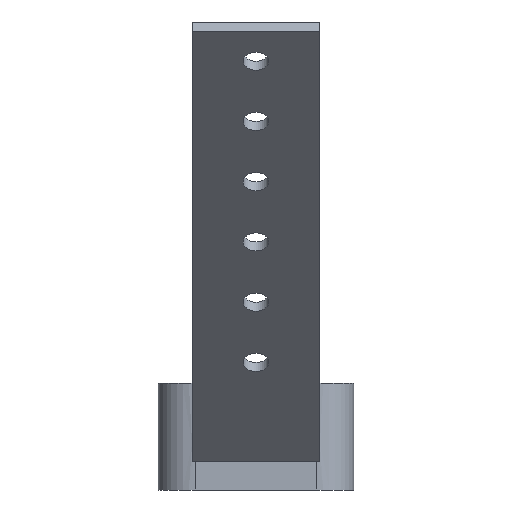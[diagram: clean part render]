
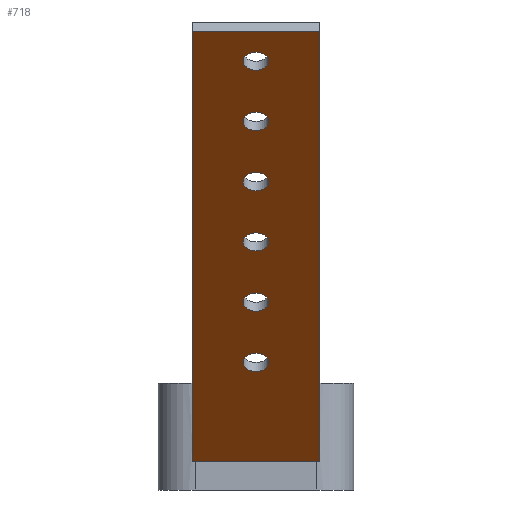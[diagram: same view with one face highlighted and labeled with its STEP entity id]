
A CAD part, front view. The second image highlights one B-rep face of the part: STEP entity #718.
In plain terms, the highlighted planar face has unit normal (0, -0.707, -0.707).
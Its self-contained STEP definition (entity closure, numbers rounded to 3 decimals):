
#15=FACE_BOUND('',#101,.T.);
#16=FACE_BOUND('',#102,.T.);
#17=FACE_BOUND('',#103,.T.);
#18=FACE_BOUND('',#104,.T.);
#19=FACE_BOUND('',#105,.T.);
#20=FACE_BOUND('',#106,.T.);
#32=ELLIPSE('',#782,12.374,8.75);
#33=ELLIPSE('',#783,12.374,8.75);
#36=PLANE('',#781);
#63=FACE_OUTER_BOUND('',#100,.T.);
#100=EDGE_LOOP('',(#512,#513,#514,#515,#516,#517));
#101=EDGE_LOOP('',(#518));
#102=EDGE_LOOP('',(#519));
#103=EDGE_LOOP('',(#520));
#104=EDGE_LOOP('',(#521));
#105=EDGE_LOOP('',(#522));
#106=EDGE_LOOP('',(#523));
#154=LINE('',#1094,#222);
#155=LINE('',#1098,#223);
#156=LINE('',#1100,#224);
#157=LINE('',#1101,#225);
#222=VECTOR('',#884,10.);
#223=VECTOR('',#887,10.);
#224=VECTOR('',#888,10.);
#225=VECTOR('',#889,10.);
#285=CIRCLE('',#765,3.);
#287=CIRCLE('',#768,3.);
#289=CIRCLE('',#771,3.);
#291=CIRCLE('',#774,3.);
#293=CIRCLE('',#777,3.);
#295=CIRCLE('',#780,3.);
#317=VERTEX_POINT('',#1056);
#319=VERTEX_POINT('',#1062);
#321=VERTEX_POINT('',#1068);
#323=VERTEX_POINT('',#1074);
#325=VERTEX_POINT('',#1080);
#327=VERTEX_POINT('',#1086);
#328=VERTEX_POINT('',#1090);
#329=VERTEX_POINT('',#1091);
#330=VERTEX_POINT('',#1093);
#331=VERTEX_POINT('',#1095);
#332=VERTEX_POINT('',#1097);
#333=VERTEX_POINT('',#1099);
#386=EDGE_CURVE('',#317,#317,#285,.T.);
#389=EDGE_CURVE('',#319,#319,#287,.T.);
#392=EDGE_CURVE('',#321,#321,#289,.T.);
#395=EDGE_CURVE('',#323,#323,#291,.T.);
#398=EDGE_CURVE('',#325,#325,#293,.T.);
#401=EDGE_CURVE('',#327,#327,#295,.T.);
#402=EDGE_CURVE('',#328,#329,#32,.T.);
#403=EDGE_CURVE('',#330,#328,#154,.T.);
#404=EDGE_CURVE('',#331,#330,#33,.T.);
#405=EDGE_CURVE('',#331,#332,#155,.T.);
#406=EDGE_CURVE('',#333,#332,#156,.T.);
#407=EDGE_CURVE('',#333,#329,#157,.T.);
#512=ORIENTED_EDGE('',*,*,#402,.F.);
#513=ORIENTED_EDGE('',*,*,#403,.F.);
#514=ORIENTED_EDGE('',*,*,#404,.F.);
#515=ORIENTED_EDGE('',*,*,#405,.T.);
#516=ORIENTED_EDGE('',*,*,#406,.F.);
#517=ORIENTED_EDGE('',*,*,#407,.T.);
#518=ORIENTED_EDGE('',*,*,#386,.T.);
#519=ORIENTED_EDGE('',*,*,#389,.T.);
#520=ORIENTED_EDGE('',*,*,#392,.T.);
#521=ORIENTED_EDGE('',*,*,#395,.T.);
#522=ORIENTED_EDGE('',*,*,#398,.T.);
#523=ORIENTED_EDGE('',*,*,#401,.T.);
#718=ADVANCED_FACE('',(#63,#15,#16,#17,#18,#19,#20),#36,.T.);
#765=AXIS2_PLACEMENT_3D('',#1058,#843,#844);
#768=AXIS2_PLACEMENT_3D('',#1064,#850,#851);
#771=AXIS2_PLACEMENT_3D('',#1070,#857,#858);
#774=AXIS2_PLACEMENT_3D('',#1076,#864,#865);
#777=AXIS2_PLACEMENT_3D('',#1082,#871,#872);
#780=AXIS2_PLACEMENT_3D('',#1088,#878,#879);
#781=AXIS2_PLACEMENT_3D('',#1089,#880,#881);
#782=AXIS2_PLACEMENT_3D('',#1092,#882,#883);
#783=AXIS2_PLACEMENT_3D('',#1096,#885,#886);
#843=DIRECTION('center_axis',(0.,0.707,0.707));
#844=DIRECTION('ref_axis',(1.,0.,0.));
#850=DIRECTION('center_axis',(0.,0.707,0.707));
#851=DIRECTION('ref_axis',(1.,0.,0.));
#857=DIRECTION('center_axis',(0.,0.707,0.707));
#858=DIRECTION('ref_axis',(1.,0.,0.));
#864=DIRECTION('center_axis',(0.,0.707,0.707));
#865=DIRECTION('ref_axis',(1.,0.,0.));
#871=DIRECTION('center_axis',(0.,0.707,0.707));
#872=DIRECTION('ref_axis',(1.,0.,0.));
#878=DIRECTION('center_axis',(0.,0.707,0.707));
#879=DIRECTION('ref_axis',(1.,0.,0.));
#880=DIRECTION('center_axis',(0.,-0.707,-0.707));
#881=DIRECTION('ref_axis',(1.,0.,0.));
#882=DIRECTION('center_axis',(0.,-0.707,-0.707));
#883=DIRECTION('ref_axis',(0.,-0.707,0.707));
#884=DIRECTION('',(-1.,0.,0.));
#885=DIRECTION('center_axis',(0.,-0.707,-0.707));
#886=DIRECTION('ref_axis',(0.,-0.707,0.707));
#887=DIRECTION('',(0.,-0.707,0.707));
#888=DIRECTION('',(1.,0.,0.));
#889=DIRECTION('',(0.,0.707,-0.707));
#1056=CARTESIAN_POINT('',(18.,-96.045,98.66));
#1058=CARTESIAN_POINT('Origin',(21.,-96.045,98.66));
#1062=CARTESIAN_POINT('',(18.,-53.619,56.234));
#1064=CARTESIAN_POINT('Origin',(21.,-53.619,56.234));
#1068=CARTESIAN_POINT('',(18.,-39.477,42.092));
#1070=CARTESIAN_POINT('Origin',(21.,-39.477,42.092));
#1074=CARTESIAN_POINT('',(18.,-81.903,84.518));
#1076=CARTESIAN_POINT('Origin',(21.,-81.903,84.518));
#1080=CARTESIAN_POINT('',(18.,-67.761,70.376));
#1082=CARTESIAN_POINT('Origin',(21.,-67.761,70.376));
#1086=CARTESIAN_POINT('',(18.,-25.335,27.95));
#1088=CARTESIAN_POINT('Origin',(21.,-25.335,27.95));
#1089=CARTESIAN_POINT('Origin',(6.,-11.192,13.808));
#1090=CARTESIAN_POINT('',(6.75,-2.,4.615));
#1091=CARTESIAN_POINT('',(6.,-1.968,4.583));
#1092=CARTESIAN_POINT('Origin',(6.75,6.75,-4.135));
#1093=CARTESIAN_POINT('',(35.25,-2.,4.615));
#1094=CARTESIAN_POINT('',(6.375,-2.,4.615));
#1095=CARTESIAN_POINT('',(36.,-1.968,4.583));
#1096=CARTESIAN_POINT('Origin',(35.25,6.75,-4.135));
#1097=CARTESIAN_POINT('',(36.,-103.116,105.731));
#1098=CARTESIAN_POINT('',(36.,-11.192,13.808));
#1099=CARTESIAN_POINT('',(6.,-103.116,105.731));
#1100=CARTESIAN_POINT('',(36.,-103.116,105.731));
#1101=CARTESIAN_POINT('',(6.,-11.192,13.808));
